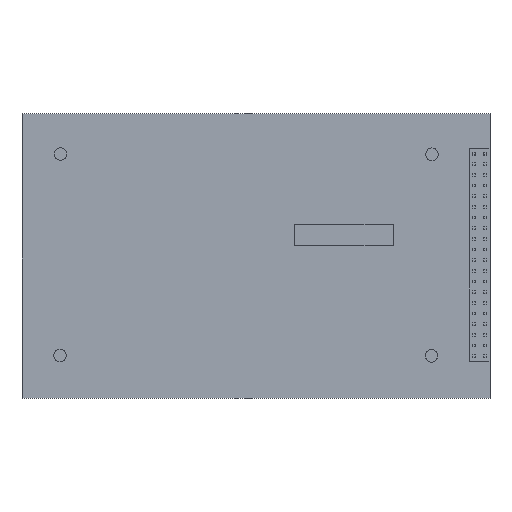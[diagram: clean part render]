
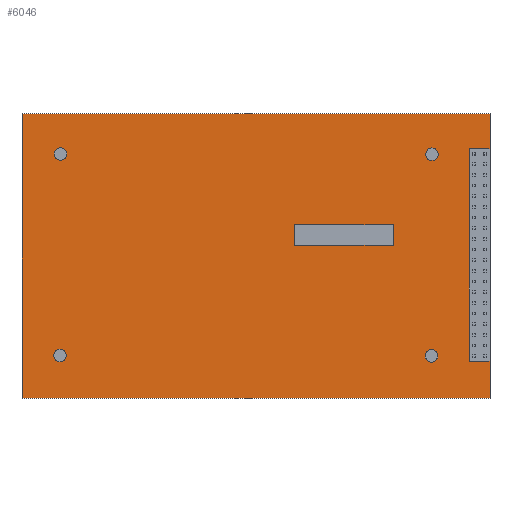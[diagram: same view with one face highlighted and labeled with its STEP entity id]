
A CAD part, top view. The second image highlights one B-rep face of the part: STEP entity #6046.
In plain terms, the highlighted planar face has unit normal (0, 0, 1).
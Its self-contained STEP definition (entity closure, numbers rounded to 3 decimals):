
#673=CARTESIAN_POINT('',(42.,-23.9,0.));
#674=DIRECTION('',(0.,0.,-1.));
#675=DIRECTION('',(1.,0.,0.));
#676=AXIS2_PLACEMENT_3D('',#673,#674,#675);
#678=CARTESIAN_POINT('',(42.,-23.9,0.));
#679=DIRECTION('',(0.,0.,-1.));
#680=DIRECTION('',(-1.,0.,0.));
#681=AXIS2_PLACEMENT_3D('',#678,#679,#680);
#683=CARTESIAN_POINT('',(42.1,24.35,0.));
#684=DIRECTION('',(0.,0.,-1.));
#685=DIRECTION('',(1.,0.,0.));
#686=AXIS2_PLACEMENT_3D('',#683,#684,#685);
#688=CARTESIAN_POINT('',(42.1,24.35,0.));
#689=DIRECTION('',(0.,0.,-1.));
#690=DIRECTION('',(-1.,0.,0.));
#691=AXIS2_PLACEMENT_3D('',#688,#689,#690);
#693=CARTESIAN_POINT('',(-46.9,-23.8,0.));
#694=DIRECTION('',(0.,0.,-1.));
#695=DIRECTION('',(1.,0.,0.));
#696=AXIS2_PLACEMENT_3D('',#693,#694,#695);
#698=CARTESIAN_POINT('',(-46.9,-23.8,0.));
#699=DIRECTION('',(0.,0.,-1.));
#700=DIRECTION('',(-1.,0.,0.));
#701=AXIS2_PLACEMENT_3D('',#698,#699,#700);
#703=CARTESIAN_POINT('',(-46.8,24.4,0.));
#704=DIRECTION('',(0.,0.,-1.));
#705=DIRECTION('',(1.,0.,0.));
#706=AXIS2_PLACEMENT_3D('',#703,#704,#705);
#708=CARTESIAN_POINT('',(-46.8,24.4,0.));
#709=DIRECTION('',(0.,0.,-1.));
#710=DIRECTION('',(-1.,0.,0.));
#711=AXIS2_PLACEMENT_3D('',#708,#709,#710);
#713=DIRECTION('',(-1.,0.,0.));
#714=VECTOR('',#713,5.);
#715=CARTESIAN_POINT('',(56.,25.7,0.));
#716=LINE('',#715,#714);
#717=DIRECTION('',(0.,-1.,0.));
#718=VECTOR('',#717,50.9);
#719=CARTESIAN_POINT('',(51.,25.7,0.));
#720=LINE('',#719,#718);
#721=DIRECTION('',(-1.,0.,0.));
#722=VECTOR('',#721,5.);
#723=CARTESIAN_POINT('',(56.,-25.2,0.));
#724=LINE('',#723,#722);
#725=DIRECTION('',(0.,1.,0.));
#726=VECTOR('',#725,8.85);
#727=CARTESIAN_POINT('',(56.,-34.05,0.));
#728=LINE('',#727,#726);
#729=DIRECTION('',(1.,0.,0.));
#730=VECTOR('',#729,112.);
#731=CARTESIAN_POINT('',(-56.,-34.05,0.));
#732=LINE('',#731,#730);
#733=DIRECTION('',(0.,-1.,0.));
#734=VECTOR('',#733,68.1);
#735=CARTESIAN_POINT('',(-56.,34.05,0.));
#736=LINE('',#735,#734);
#737=DIRECTION('',(-1.,0.,0.));
#738=VECTOR('',#737,112.);
#739=CARTESIAN_POINT('',(56.,34.05,0.));
#740=LINE('',#739,#738);
#741=DIRECTION('',(0.,1.,0.));
#742=VECTOR('',#741,8.35);
#743=CARTESIAN_POINT('',(56.,25.7,0.));
#744=LINE('',#743,#742);
#745=DIRECTION('',(0.,-1.,0.));
#746=VECTOR('',#745,4.9);
#747=CARTESIAN_POINT('',(9.3,7.5,0.));
#748=LINE('',#747,#746);
#749=DIRECTION('',(1.,0.,0.));
#750=VECTOR('',#749,23.5);
#751=CARTESIAN_POINT('',(9.3,2.6,0.));
#752=LINE('',#751,#750);
#753=DIRECTION('',(0.,1.,0.));
#754=VECTOR('',#753,4.9);
#755=CARTESIAN_POINT('',(32.8,2.6,0.));
#756=LINE('',#755,#754);
#757=DIRECTION('',(-1.,0.,0.));
#758=VECTOR('',#757,23.5);
#759=CARTESIAN_POINT('',(32.8,7.5,0.));
#760=LINE('',#759,#758);
#4145=CARTESIAN_POINT('',(43.5,-23.9,0.));
#4146=CARTESIAN_POINT('',(40.5,-23.9,0.));
#4147=VERTEX_POINT('',#4145);
#4148=VERTEX_POINT('',#4146);
#4149=CARTESIAN_POINT('',(43.6,24.35,0.));
#4150=CARTESIAN_POINT('',(40.6,24.35,0.));
#4151=VERTEX_POINT('',#4149);
#4152=VERTEX_POINT('',#4150);
#4153=CARTESIAN_POINT('',(-45.4,-23.8,0.));
#4154=CARTESIAN_POINT('',(-48.4,-23.8,0.));
#4155=VERTEX_POINT('',#4153);
#4156=VERTEX_POINT('',#4154);
#4157=CARTESIAN_POINT('',(-45.3,24.4,0.));
#4158=CARTESIAN_POINT('',(-48.3,24.4,0.));
#4159=VERTEX_POINT('',#4157);
#4160=VERTEX_POINT('',#4158);
#4161=CARTESIAN_POINT('',(-56.,34.05,0.));
#4162=CARTESIAN_POINT('',(-56.,-34.05,0.));
#4163=VERTEX_POINT('',#4161);
#4164=VERTEX_POINT('',#4162);
#4165=CARTESIAN_POINT('',(56.,-34.05,0.));
#4166=VERTEX_POINT('',#4165);
#4167=CARTESIAN_POINT('',(56.,34.05,0.));
#4168=VERTEX_POINT('',#4167);
#4201=CARTESIAN_POINT('',(56.,25.7,0.));
#4202=CARTESIAN_POINT('',(51.,25.7,0.));
#4203=VERTEX_POINT('',#4201);
#4204=VERTEX_POINT('',#4202);
#4205=CARTESIAN_POINT('',(51.,-25.2,0.));
#4206=VERTEX_POINT('',#4205);
#4207=CARTESIAN_POINT('',(56.,-25.2,0.));
#4208=VERTEX_POINT('',#4207);
#4217=CARTESIAN_POINT('',(9.3,7.5,0.));
#4218=CARTESIAN_POINT('',(9.3,2.6,0.));
#4219=VERTEX_POINT('',#4217);
#4220=VERTEX_POINT('',#4218);
#4221=CARTESIAN_POINT('',(32.8,2.6,0.));
#4222=VERTEX_POINT('',#4221);
#4223=CARTESIAN_POINT('',(32.8,7.5,0.));
#4224=VERTEX_POINT('',#4223);
#5991=CARTESIAN_POINT('',(0.,0.,0.));
#5992=DIRECTION('',(0.,0.,1.));
#5993=DIRECTION('',(1.,0.,0.));
#5994=AXIS2_PLACEMENT_3D('',#5991,#5992,#5993);
#5995=PLANE('',#5994);
#5997=ORIENTED_EDGE('',*,*,#5996,.T.);
#5999=ORIENTED_EDGE('',*,*,#5998,.T.);
#6001=ORIENTED_EDGE('',*,*,#6000,.F.);
#6002=ORIENTED_EDGE('',*,*,#5973,.F.);
#6004=ORIENTED_EDGE('',*,*,#6003,.F.);
#6006=ORIENTED_EDGE('',*,*,#6005,.F.);
#6008=ORIENTED_EDGE('',*,*,#6007,.F.);
#6009=ORIENTED_EDGE('',*,*,#5980,.F.);
#6010=EDGE_LOOP('',(#5997,#5999,#6001,#6002,#6004,#6006,#6008,#6009));
#6011=FACE_OUTER_BOUND('',#6010,.F.);
#6013=ORIENTED_EDGE('',*,*,#6012,.F.);
#6015=ORIENTED_EDGE('',*,*,#6014,.F.);
#6016=EDGE_LOOP('',(#6013,#6015));
#6017=FACE_BOUND('',#6016,.F.);
#6019=ORIENTED_EDGE('',*,*,#6018,.F.);
#6021=ORIENTED_EDGE('',*,*,#6020,.F.);
#6022=EDGE_LOOP('',(#6019,#6021));
#6023=FACE_BOUND('',#6022,.F.);
#6025=ORIENTED_EDGE('',*,*,#6024,.F.);
#6027=ORIENTED_EDGE('',*,*,#6026,.F.);
#6028=EDGE_LOOP('',(#6025,#6027));
#6029=FACE_BOUND('',#6028,.F.);
#6031=ORIENTED_EDGE('',*,*,#6030,.F.);
#6033=ORIENTED_EDGE('',*,*,#6032,.F.);
#6034=EDGE_LOOP('',(#6031,#6033));
#6035=FACE_BOUND('',#6034,.F.);
#6037=ORIENTED_EDGE('',*,*,#6036,.T.);
#6039=ORIENTED_EDGE('',*,*,#6038,.T.);
#6041=ORIENTED_EDGE('',*,*,#6040,.T.);
#6043=ORIENTED_EDGE('',*,*,#6042,.T.);
#6044=EDGE_LOOP('',(#6037,#6039,#6041,#6043));
#6045=FACE_BOUND('',#6044,.F.);
#6046=ADVANCED_FACE('',(#6011,#6017,#6023,#6029,#6035,#6045),#5995,.T.);
#677=CIRCLE('',#676,1.5);
#682=CIRCLE('',#681,1.5);
#687=CIRCLE('',#686,1.5);
#692=CIRCLE('',#691,1.5);
#697=CIRCLE('',#696,1.5);
#702=CIRCLE('',#701,1.5);
#707=CIRCLE('',#706,1.5);
#712=CIRCLE('',#711,1.5);
#5973=EDGE_CURVE('',#4166,#4208,#728,.T.);
#5980=EDGE_CURVE('',#4203,#4168,#744,.T.);
#5996=EDGE_CURVE('',#4203,#4204,#716,.T.);
#5998=EDGE_CURVE('',#4204,#4206,#720,.T.);
#6000=EDGE_CURVE('',#4208,#4206,#724,.T.);
#6003=EDGE_CURVE('',#4164,#4166,#732,.T.);
#6005=EDGE_CURVE('',#4163,#4164,#736,.T.);
#6007=EDGE_CURVE('',#4168,#4163,#740,.T.);
#6012=EDGE_CURVE('',#4147,#4148,#677,.T.);
#6014=EDGE_CURVE('',#4148,#4147,#682,.T.);
#6018=EDGE_CURVE('',#4151,#4152,#687,.T.);
#6020=EDGE_CURVE('',#4152,#4151,#692,.T.);
#6024=EDGE_CURVE('',#4155,#4156,#697,.T.);
#6026=EDGE_CURVE('',#4156,#4155,#702,.T.);
#6030=EDGE_CURVE('',#4159,#4160,#707,.T.);
#6032=EDGE_CURVE('',#4160,#4159,#712,.T.);
#6036=EDGE_CURVE('',#4219,#4220,#748,.T.);
#6038=EDGE_CURVE('',#4220,#4222,#752,.T.);
#6040=EDGE_CURVE('',#4222,#4224,#756,.T.);
#6042=EDGE_CURVE('',#4224,#4219,#760,.T.);
